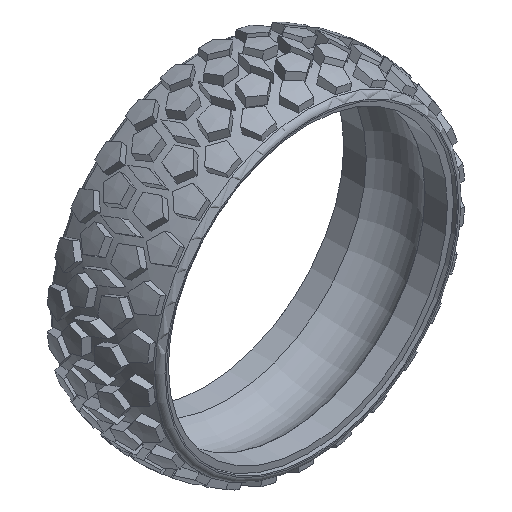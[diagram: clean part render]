
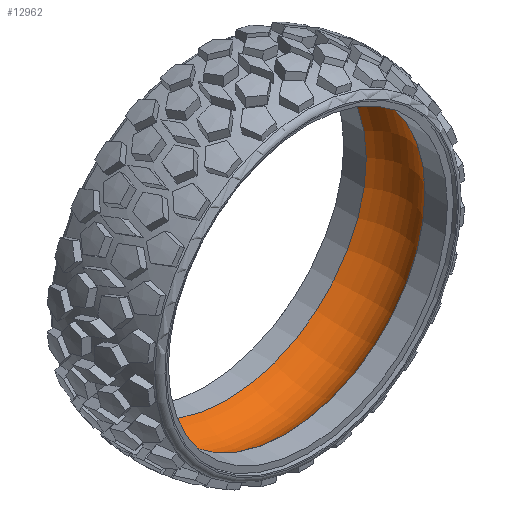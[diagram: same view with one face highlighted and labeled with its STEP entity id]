
A CAD part, isometric view. The second image highlights one B-rep face of the part: STEP entity #12962.
In plain terms, the highlighted toroidal (fillet/blend) face has major radius 24.536 mm and minor radius 8.484 mm.
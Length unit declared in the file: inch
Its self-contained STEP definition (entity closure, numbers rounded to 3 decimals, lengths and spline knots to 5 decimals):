
#1424=TOROIDAL_SURFACE('',#14057,0.96597,0.33403);
#2323=FACE_OUTER_BOUND('',#3223,.T.);
#3223=EDGE_LOOP('',(#11549,#11550,#11551,#11552,#11553,#11554,#11555));
#4502=CIRCLE('',#14052,1.1875);
#4503=CIRCLE('',#14053,1.1875);
#4506=CIRCLE('',#14058,1.1875);
#4507=CIRCLE('',#14059,0.33403);
#4508=CIRCLE('',#14060,1.1875);
#4509=CIRCLE('',#14061,1.1875);
#5789=VERTEX_POINT('',#24810);
#5790=VERTEX_POINT('',#24811);
#5793=VERTEX_POINT('',#24821);
#5794=VERTEX_POINT('',#24822);
#5795=VERTEX_POINT('',#24825);
#7709=EDGE_CURVE('',#5789,#5790,#4502,.T.);
#7710=EDGE_CURVE('',#5790,#5789,#4503,.T.);
#7714=EDGE_CURVE('',#5793,#5794,#4506,.T.);
#7715=EDGE_CURVE('',#5794,#5790,#4507,.T.);
#7716=EDGE_CURVE('',#5794,#5795,#4508,.T.);
#7717=EDGE_CURVE('',#5795,#5793,#4509,.T.);
#11549=ORIENTED_EDGE('',*,*,#7714,.T.);
#11550=ORIENTED_EDGE('',*,*,#7715,.T.);
#11551=ORIENTED_EDGE('',*,*,#7710,.T.);
#11552=ORIENTED_EDGE('',*,*,#7709,.T.);
#11553=ORIENTED_EDGE('',*,*,#7715,.F.);
#11554=ORIENTED_EDGE('',*,*,#7716,.T.);
#11555=ORIENTED_EDGE('',*,*,#7717,.T.);
#12962=ADVANCED_FACE('',(#2323),#1424,.F.);
#14052=AXIS2_PLACEMENT_3D('',#24812,#16832,#16833);
#14053=AXIS2_PLACEMENT_3D('',#24813,#16834,#16835);
#14057=AXIS2_PLACEMENT_3D('',#24820,#16843,#16844);
#14058=AXIS2_PLACEMENT_3D('',#24823,#16845,#16846);
#14059=AXIS2_PLACEMENT_3D('',#24824,#16847,#16848);
#14060=AXIS2_PLACEMENT_3D('',#24826,#16849,#16850);
#14061=AXIS2_PLACEMENT_3D('',#24827,#16851,#16852);
#16832=DIRECTION('center_axis',(0.,-1.,0.));
#16833=DIRECTION('ref_axis',(0.,0.,-1.));
#16834=DIRECTION('center_axis',(0.,-1.,0.));
#16835=DIRECTION('ref_axis',(0.,0.,-1.));
#16843=DIRECTION('center_axis',(0.,-1.,0.));
#16844=DIRECTION('ref_axis',(0.,0.,-1.));
#16845=DIRECTION('center_axis',(0.,1.,0.));
#16846=DIRECTION('ref_axis',(0.,0.,1.));
#16847=DIRECTION('center_axis',(1.,0.,0.));
#16848=DIRECTION('ref_axis',(0.,0.,1.));
#16849=DIRECTION('center_axis',(0.,1.,0.));
#16850=DIRECTION('ref_axis',(0.,0.,1.));
#16851=DIRECTION('center_axis',(0.,1.,0.));
#16852=DIRECTION('ref_axis',(0.,0.,1.));
#24810=CARTESIAN_POINT('',(0.,-0.25,-1.1875));
#24811=CARTESIAN_POINT('',(0.,-0.25,1.1875));
#24812=CARTESIAN_POINT('Origin',(0.,-0.25,
0.));
#24813=CARTESIAN_POINT('Origin',(0.,-0.25,
0.));
#24820=CARTESIAN_POINT('Origin',(0.,0.,
0.));
#24821=CARTESIAN_POINT('',(-1.1875,0.25,0.));
#24822=CARTESIAN_POINT('',(0.,0.25,1.1875));
#24823=CARTESIAN_POINT('Origin',(0.,0.25,
0.));
#24824=CARTESIAN_POINT('Origin',(0.,0.,
0.96597));
#24825=CARTESIAN_POINT('',(1.1875,0.25,0.));
#24826=CARTESIAN_POINT('Origin',(0.,0.25,
0.));
#24827=CARTESIAN_POINT('Origin',(0.,0.25,
0.));
